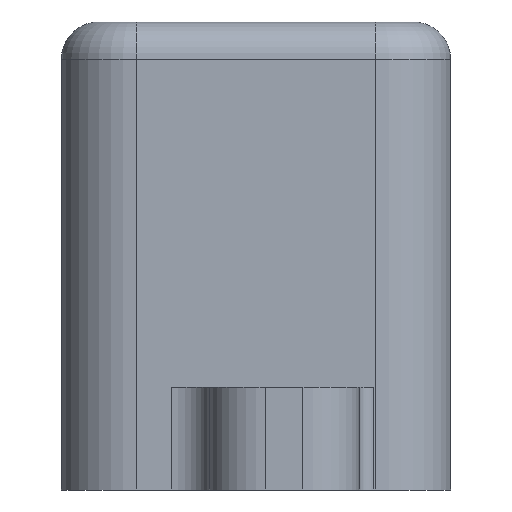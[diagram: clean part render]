
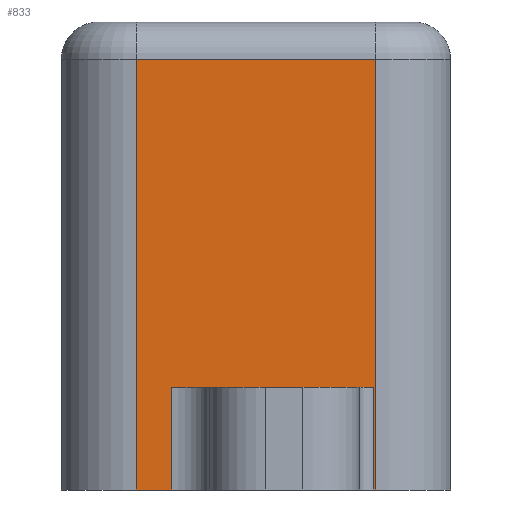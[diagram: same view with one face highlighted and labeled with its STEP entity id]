
A CAD part, left-side view. The second image highlights one B-rep face of the part: STEP entity #833.
In plain terms, the highlighted planar face has unit normal (-1, 0, 0).
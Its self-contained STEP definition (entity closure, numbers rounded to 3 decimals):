
#206 = VERTEX_POINT('',#207);
#207 = CARTESIAN_POINT('',(-10.4,-6.4,0.));
#214 = EDGE_CURVE('',#215,#206,#217,.T.);
#215 = VERTEX_POINT('',#216);
#216 = CARTESIAN_POINT('',(-10.4,-6.287,0.));
#217 = LINE('',#218,#219);
#218 = CARTESIAN_POINT('',(-10.4,6.4,0.));
#219 = VECTOR('',#220,1.);
#220 = DIRECTION('',(0.,-1.,0.));
#274 = VERTEX_POINT('',#275);
#275 = CARTESIAN_POINT('',(-10.4,4.493,0.));
#282 = EDGE_CURVE('',#283,#274,#285,.T.);
#283 = VERTEX_POINT('',#284);
#284 = CARTESIAN_POINT('',(-10.4,6.4,0.));
#285 = LINE('',#286,#287);
#286 = CARTESIAN_POINT('',(-10.4,6.4,0.));
#287 = VECTOR('',#288,1.);
#288 = DIRECTION('',(0.,-1.,0.));
#796 = VERTEX_POINT('',#797);
#797 = CARTESIAN_POINT('',(-10.4,6.4,23.));
#804 = EDGE_CURVE('',#283,#796,#805,.T.);
#805 = LINE('',#806,#807);
#806 = CARTESIAN_POINT('',(-10.4,6.4,0.));
#807 = VECTOR('',#808,1.);
#808 = DIRECTION('',(0.,0.,1.));
#833 = ADVANCED_FACE('',(#834),#891,.F.);
#834 = FACE_BOUND('',#835,.F.);
#835 = EDGE_LOOP('',(#836,#837,#838,#846,#852,#853,#861,#869,#877,#885)
  );
#836 = ORIENTED_EDGE('',*,*,#282,.F.);
#837 = ORIENTED_EDGE('',*,*,#804,.T.);
#838 = ORIENTED_EDGE('',*,*,#839,.T.);
#839 = EDGE_CURVE('',#796,#840,#842,.T.);
#840 = VERTEX_POINT('',#841);
#841 = CARTESIAN_POINT('',(-10.4,-6.4,23.));
#842 = LINE('',#843,#844);
#843 = CARTESIAN_POINT('',(-10.4,6.4,23.));
#844 = VECTOR('',#845,1.);
#845 = DIRECTION('',(0.,-1.,0.));
#846 = ORIENTED_EDGE('',*,*,#847,.F.);
#847 = EDGE_CURVE('',#206,#840,#848,.T.);
#848 = LINE('',#849,#850);
#849 = CARTESIAN_POINT('',(-10.4,-6.4,0.));
#850 = VECTOR('',#851,1.);
#851 = DIRECTION('',(0.,0.,1.));
#852 = ORIENTED_EDGE('',*,*,#214,.F.);
#853 = ORIENTED_EDGE('',*,*,#854,.T.);
#854 = EDGE_CURVE('',#215,#855,#857,.T.);
#855 = VERTEX_POINT('',#856);
#856 = CARTESIAN_POINT('',(-10.4,-6.287,5.5));
#857 = LINE('',#858,#859);
#858 = CARTESIAN_POINT('',(-10.4,-6.287,0.));
#859 = VECTOR('',#860,1.);
#860 = DIRECTION('',(0.,0.,1.));
#861 = ORIENTED_EDGE('',*,*,#862,.F.);
#862 = EDGE_CURVE('',#863,#855,#865,.T.);
#863 = VERTEX_POINT('',#864);
#864 = CARTESIAN_POINT('',(-10.4,-5.507,5.5));
#865 = LINE('',#866,#867);
#866 = CARTESIAN_POINT('',(-10.4,0.446,5.5));
#867 = VECTOR('',#868,1.);
#868 = DIRECTION('',(0.,-1.,0.));
#869 = ORIENTED_EDGE('',*,*,#870,.T.);
#870 = EDGE_CURVE('',#863,#871,#873,.T.);
#871 = VERTEX_POINT('',#872);
#872 = CARTESIAN_POINT('',(-10.4,2.493,5.5));
#873 = LINE('',#874,#875);
#874 = CARTESIAN_POINT('',(-10.4,-5.507,5.5));
#875 = VECTOR('',#876,1.);
#876 = DIRECTION('',(0.,1.,0.));
#877 = ORIENTED_EDGE('',*,*,#878,.T.);
#878 = EDGE_CURVE('',#871,#879,#881,.T.);
#879 = VERTEX_POINT('',#880);
#880 = CARTESIAN_POINT('',(-10.4,4.493,5.5));
#881 = LINE('',#882,#883);
#882 = CARTESIAN_POINT('',(-10.4,0.446,5.5));
#883 = VECTOR('',#884,1.);
#884 = DIRECTION('',(0.,1.,0.));
#885 = ORIENTED_EDGE('',*,*,#886,.T.);
#886 = EDGE_CURVE('',#879,#274,#887,.T.);
#887 = LINE('',#888,#889);
#888 = CARTESIAN_POINT('',(-10.4,4.493,5.5));
#889 = VECTOR('',#890,1.);
#890 = DIRECTION('',(0.,0.,-1.));
#891 = PLANE('',#892);
#892 = AXIS2_PLACEMENT_3D('',#893,#894,#895);
#893 = CARTESIAN_POINT('',(-10.4,6.4,0.));
#894 = DIRECTION('',(1.,0.,0.));
#895 = DIRECTION('',(0.,-1.,0.));
